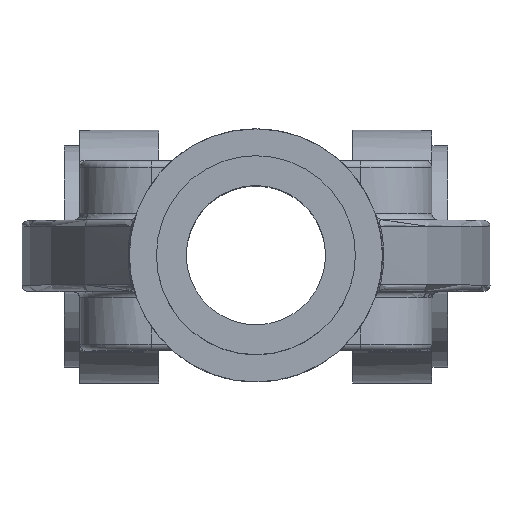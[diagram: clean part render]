
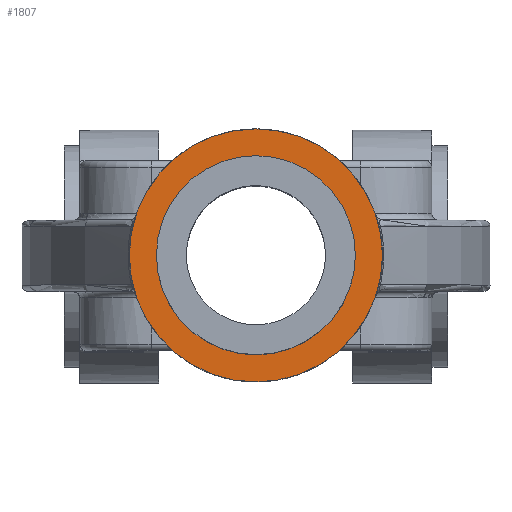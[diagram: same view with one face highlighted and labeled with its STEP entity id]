
A CAD part, top view. The second image highlights one B-rep face of the part: STEP entity #1807.
In plain terms, the highlighted planar face has unit normal (0, 0, 1).
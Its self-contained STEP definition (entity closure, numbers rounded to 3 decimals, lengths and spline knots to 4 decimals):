
#1545=EDGE_CURVE('',#1547,#1547,#1546,.T.);
#1546=INTERSECTION_CURVE('',#3865,(#3851,#3861),.CURVE_3D.);
#1547=VERTEX_POINT('',#1548);
#1548=CARTESIAN_POINT('',(1.7017,-1.8501,-3.0227));
#1764=EDGE_CURVE('',#1766,#1766,#1765,.T.);
#1765=INTERSECTION_CURVE('',#3987,(#2356,#3861),.CURVE_3D.);
#1766=VERTEX_POINT('',#1767);
#1767=CARTESIAN_POINT('',(2.1292,-1.8501,-3.0227));
#1807=ADVANCED_FACE('',(#1808,#1811),#3861,.T.);
#1808=FACE_BOUND('',#1809,.T.);
#1809=EDGE_LOOP('',(#1810));
#1810=ORIENTED_EDGE('',*,*,#1545,.T.);
#1811=FACE_BOUND('',#1812,.T.);
#1812=EDGE_LOOP('',(#1813));
#1813=ORIENTED_EDGE('',*,*,#1764,.F.);
#2356=CYLINDRICAL_SURFACE('',#2360,2.);
#2357=CARTESIAN_POINT('',(0.1292,-1.8501,-3.7727));
#2358=DIRECTION('',(0.,0.,1.));
#2359=DIRECTION('',(2.,0.,0.));
#2360=AXIS2_PLACEMENT_3D('',#2357,#2358,#2359);
#3851=CYLINDRICAL_SURFACE('',#3855,1.5725);
#3852=CARTESIAN_POINT('',(0.1292,-1.8501,-3.0227));
#3853=DIRECTION('',(0.,0.,1.));
#3854=DIRECTION('',(1.572,0.,0.));
#3855=AXIS2_PLACEMENT_3D('',#3852,#3853,#3854);
#3861=PLANE('',#3864);
#3862=CARTESIAN_POINT('',(2.1292,-1.8501,-3.0227));
#3863=DIRECTION('',(0.,0.,1.));
#3864=AXIS2_PLACEMENT_3D('',#3862,#3863,$);
#3865=CIRCLE('',#3866,1.5725);
#3866=AXIS2_PLACEMENT_3D('',#3867,#3868,#3869);
#3867=CARTESIAN_POINT('',(0.1292,-1.8501,-3.0227));
#3868=DIRECTION('',(0.,0.,-1.));
#3869=DIRECTION('',(1.572,0.,0.));
#3987=CIRCLE('',#3988,2.);
#3988=AXIS2_PLACEMENT_3D('',#3989,#3990,#3991);
#3989=CARTESIAN_POINT('',(0.1292,-1.8501,-3.0227));
#3990=DIRECTION('',(0.,0.,-1.));
#3991=DIRECTION('',(2.,0.,0.));
